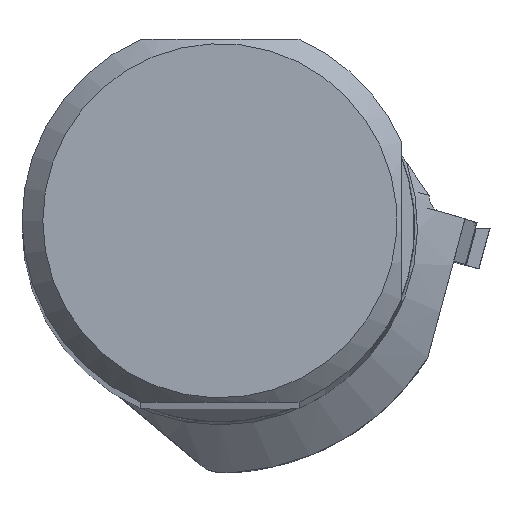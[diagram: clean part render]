
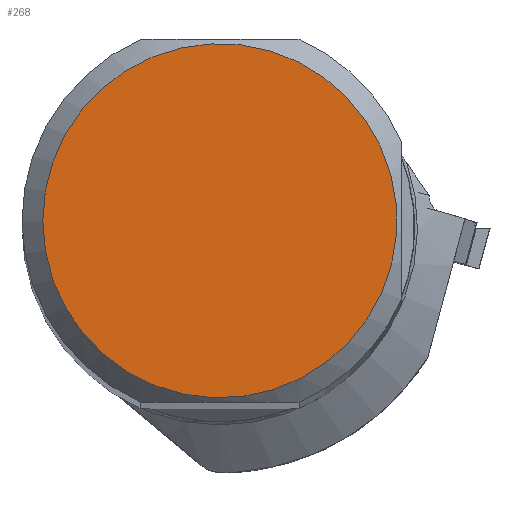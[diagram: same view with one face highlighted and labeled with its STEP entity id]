
A CAD part, top view. The second image highlights one B-rep face of the part: STEP entity #268.
In plain terms, the highlighted planar face has unit normal (0, 0, 1).
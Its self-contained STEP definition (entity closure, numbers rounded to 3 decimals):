
#200=CIRCLE('',#1858,17.039);
#268=ADVANCED_FACE('CU_SU_BP3',(#392),#321,.T.);
#321=PLANE('',#1862);
#392=FACE_OUTER_BOUND('',#482,.T.);
#482=EDGE_LOOP('',(#1136));
#1136=ORIENTED_EDGE('',*,*,#1605,.F.);
#1393=VERTEX_POINT('',#3053);
#1605=EDGE_CURVE('',#1393,#1393,#200,.T.);
#1858=AXIS2_PLACEMENT_3D('',#3052,#2261,#2262);
#1862=AXIS2_PLACEMENT_3D('',#3061,#2271,#2272);
#2261=DIRECTION('',(0.,0.,-1.));
#2262=DIRECTION('',(-1.,0.,0.));
#2271=DIRECTION('',(0.,0.,1.));
#2272=DIRECTION('',(-1.,0.,0.));
#3052=CARTESIAN_POINT('',(0.,0.,0.));
#3053=CARTESIAN_POINT('',(-17.039,0.,0.));
#3061=CARTESIAN_POINT('',(0.,0.,0.));
